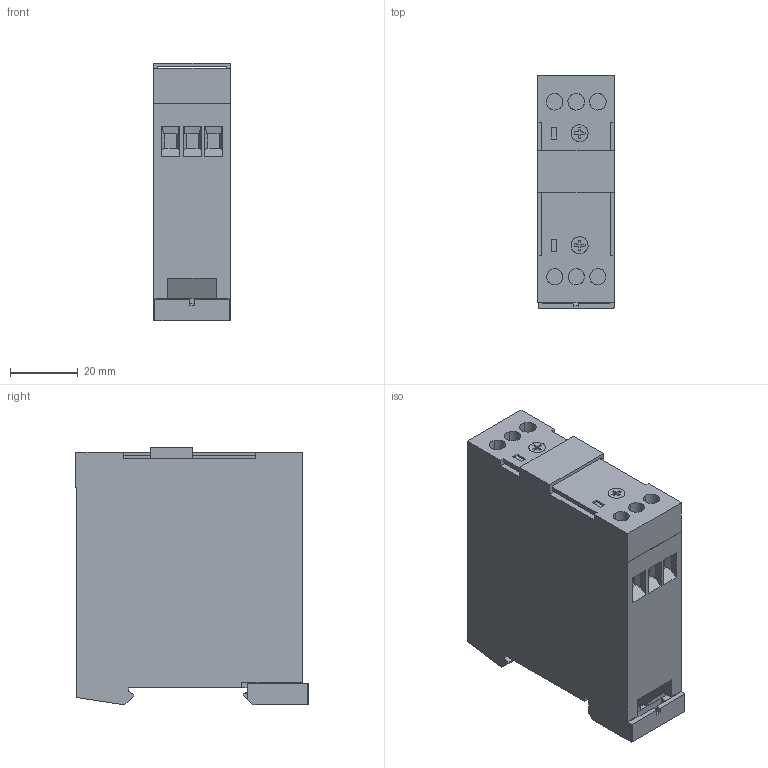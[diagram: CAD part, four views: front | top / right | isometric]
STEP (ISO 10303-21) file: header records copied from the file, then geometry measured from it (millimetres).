
FILE_DESCRIPTION(('CATIA V5 STEP Exchange','CAx-IF Rec.Pracs.--- Model Styling and Organization---1.5--- 2016-08-15','CAx-IF Rec.Pracs.---Supplemental Geometry---1.0---2011-11-01','CAx-IF Rec.Pracs.--- Composite Materials ---1.1---2010-07-15'),'2;1');
FILE_NAME ('D1386371_1', '2025-09-23T06:46:06+00:00', ('none'), ('Weidmueller'), 'CATIA Version 5-6 Release 2024 SP4', 'CATIA V5 STEP AP214 v3', 'none');
FILE_SCHEMA(('AUTOMOTIVE_DESIGN { 1 0 10303 214 1 1 1 1 }'));
Length unit declared in the file: millimetre
Products named in the file (1): 2697270000
Bounding box: 22.4 x 68.29 x 75.9 mm (x, y, z)
Volume: 103320.6 mm3; surface area: 20887.3 mm2
Topology: 8 solids, 8 shells, 298 faces, 804 edges, 540 vertices
Faces by surface type: plane 266, cylinder 32
Entity records: 9231 total; most frequent: CARTESIAN_POINT 2172, ORIENTED_EDGE 1608, DIRECTION 1153, EDGE_CURVE 804, VECTOR 736, LINE 736, VERTEX_POINT 540, EDGE_LOOP 318
